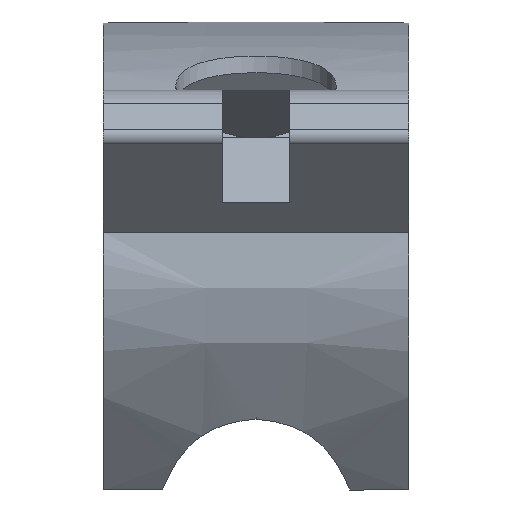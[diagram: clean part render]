
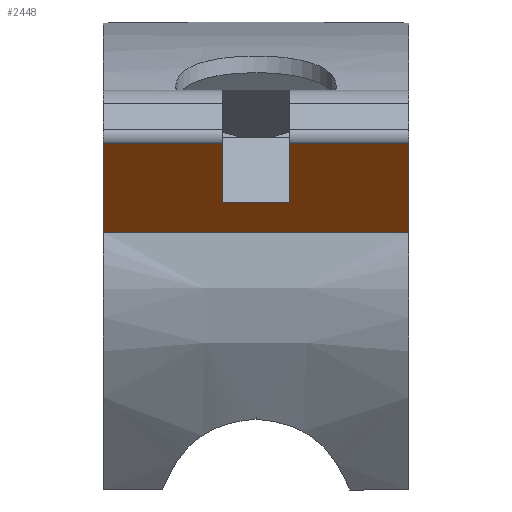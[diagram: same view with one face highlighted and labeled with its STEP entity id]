
A CAD part, front view. The second image highlights one B-rep face of the part: STEP entity #2448.
In plain terms, the highlighted planar face has unit normal (0, -0.712, -0.702).
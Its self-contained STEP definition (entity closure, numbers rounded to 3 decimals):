
#7 = DIRECTION ( 'NONE',  ( -1., 0., 0. ) ) ;
#19 = VECTOR ( 'NONE', #7, 1000. ) ;
#39 = VERTEX_POINT ( 'NONE', #1742 ) ;
#65 = VERTEX_POINT ( 'NONE', #197 ) ;
#111 = ORIENTED_EDGE ( 'NONE', *, *, #2090, .F. ) ;
#184 = CARTESIAN_POINT ( 'NONE',  ( 46.481, -66.169, 30.889 ) ) ;
#186 = VECTOR ( 'NONE', #189, 1000. ) ;
#189 = DIRECTION ( 'NONE',  ( 0., 0.702, -0.712 ) ) ;
#197 = CARTESIAN_POINT ( 'NONE',  ( -19.05, -73.484, 38.301 ) ) ;
#201 = LINE ( 'NONE', #771, #2131 ) ;
#246 = ORIENTED_EDGE ( 'NONE', *, *, #1457, .T. ) ;
#283 = CARTESIAN_POINT ( 'NONE',  ( -4.191, -66.169, 30.889 ) ) ;
#335 = VERTEX_POINT ( 'NONE', #2192 ) ;
#407 = VECTOR ( 'NONE', #611, 1000. ) ;
#411 = CARTESIAN_POINT ( 'NONE',  ( 19.05, -18.08, -17.842 ) ) ;
#412 = DIRECTION ( 'NONE',  ( -1., 0., 0. ) ) ;
#416 = CARTESIAN_POINT ( 'NONE',  ( 46.481, -73.484, 38.301 ) ) ;
#458 = ORIENTED_EDGE ( 'NONE', *, *, #1179, .T. ) ;
#492 = VECTOR ( 'NONE', #2226, 1000. ) ;
#496 = CARTESIAN_POINT ( 'NONE',  ( 46.481, -18.08, -17.842 ) ) ;
#552 = EDGE_CURVE ( 'NONE', #1802, #39, #1646, .T. ) ;
#611 = DIRECTION ( 'NONE',  ( 0., 0.702, -0.712 ) ) ;
#614 = ORIENTED_EDGE ( 'NONE', *, *, #973, .T. ) ;
#643 = DIRECTION ( 'NONE',  ( 0., -0.702, 0.712 ) ) ;
#679 = CARTESIAN_POINT ( 'NONE',  ( 4.191, -66.169, 30.889 ) ) ;
#694 = CARTESIAN_POINT ( 'NONE',  ( 46.481, -73.484, 38.301 ) ) ;
#704 = VERTEX_POINT ( 'NONE', #283 ) ;
#714 = EDGE_LOOP ( 'NONE', ( #1830, #2251, #458, #246, #991, #614, #1404, #111 ) ) ;
#771 = CARTESIAN_POINT ( 'NONE',  ( -19.05, -18.08, -17.842 ) ) ;
#813 = DIRECTION ( 'NONE',  ( -1., 0., 0. ) ) ;
#821 = VERTEX_POINT ( 'NONE', #1182 ) ;
#831 = EDGE_CURVE ( 'NONE', #1802, #335, #1940, .T. ) ;
#913 = VERTEX_POINT ( 'NONE', #1951 ) ;
#960 = LINE ( 'NONE', #184, #19 ) ;
#973 = EDGE_CURVE ( 'NONE', #913, #65, #2333, .T. ) ;
#989 = CARTESIAN_POINT ( 'NONE',  ( 0., -62.588, 27.26 ) ) ;
#991 = ORIENTED_EDGE ( 'NONE', *, *, #2322, .T. ) ;
#1017 = LINE ( 'NONE', #1800, #492 ) ;
#1163 = VECTOR ( 'NONE', #412, 1000. ) ;
#1170 = VECTOR ( 'NONE', #813, 1000. ) ;
#1179 = EDGE_CURVE ( 'NONE', #39, #1837, #2072, .T. ) ;
#1182 = CARTESIAN_POINT ( 'NONE',  ( -19.05, -62.588, 27.26 ) ) ;
#1226 = DIRECTION ( 'NONE',  ( 0., 0.712, 0.702 ) ) ;
#1261 = AXIS2_PLACEMENT_3D ( 'NONE', #496, #1226, #643 ) ;
#1404 = ORIENTED_EDGE ( 'NONE', *, *, #2205, .F. ) ;
#1422 = CARTESIAN_POINT ( 'NONE',  ( 19.05, -73.484, 38.301 ) ) ;
#1457 = EDGE_CURVE ( 'NONE', #1837, #704, #960, .T. ) ;
#1646 = LINE ( 'NONE', #694, #1924 ) ;
#1654 = FACE_OUTER_BOUND ( 'NONE', #714, .T. ) ;
#1670 = PLANE ( 'NONE',  #1261 ) ;
#1701 = CARTESIAN_POINT ( 'NONE',  ( 4.191, -18.08, -17.842 ) ) ;
#1742 = CARTESIAN_POINT ( 'NONE',  ( 4.191, -73.484, 38.301 ) ) ;
#1800 = CARTESIAN_POINT ( 'NONE',  ( -4.191, -18.08, -17.842 ) ) ;
#1802 = VERTEX_POINT ( 'NONE', #1422 ) ;
#1830 = ORIENTED_EDGE ( 'NONE', *, *, #831, .F. ) ;
#1837 = VERTEX_POINT ( 'NONE', #679 ) ;
#1924 = VECTOR ( 'NONE', #2027, 1000. ) ;
#1940 = LINE ( 'NONE', #411, #407 ) ;
#1951 = CARTESIAN_POINT ( 'NONE',  ( -4.191, -73.484, 38.301 ) ) ;
#2027 = DIRECTION ( 'NONE',  ( -1., 0., 0. ) ) ;
#2072 = LINE ( 'NONE', #1701, #186 ) ;
#2090 = EDGE_CURVE ( 'NONE', #335, #821, #2150, .T. ) ;
#2131 = VECTOR ( 'NONE', #2343, 1000. ) ;
#2150 = LINE ( 'NONE', #989, #1163 ) ;
#2192 = CARTESIAN_POINT ( 'NONE',  ( 19.05, -62.588, 27.26 ) ) ;
#2205 = EDGE_CURVE ( 'NONE', #821, #65, #201, .T. ) ;
#2226 = DIRECTION ( 'NONE',  ( 0., -0.702, 0.712 ) ) ;
#2251 = ORIENTED_EDGE ( 'NONE', *, *, #552, .T. ) ;
#2322 = EDGE_CURVE ( 'NONE', #704, #913, #1017, .T. ) ;
#2333 = LINE ( 'NONE', #416, #1170 ) ;
#2343 = DIRECTION ( 'NONE',  ( 0., -0.702, 0.712 ) ) ;
#2448 = ADVANCED_FACE ( 'NONE', ( #1654 ), #1670, .F. ) ;
